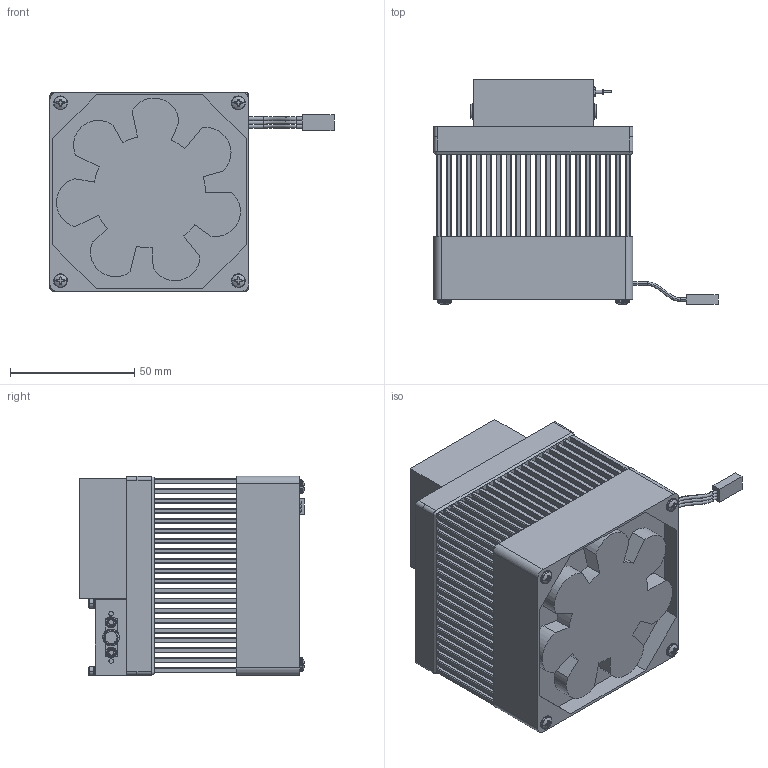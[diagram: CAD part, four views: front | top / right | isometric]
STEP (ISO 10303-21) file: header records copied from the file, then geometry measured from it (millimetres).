
FILE_DESCRIPTION (( 'STEP AP203' ), '1' );
FILE_NAME ('SBP-2034433530-2F2F-S1-HR.STEP', '2021-10-18T20:06:23', ( '' ), ( '' ), 'SwSTEP 2.0', 'SolidWorks 2021', '' );
FILE_SCHEMA (( 'CONFIG_CONTROL_DESIGN' ));
Products named in the file (1): SBP-2034433530-2F2F-S1-HR
Bounding box: 114.26 x 90.47 x 80.15 mm (x, y, z)
Volume: 324685.3 mm3; surface area: 148963.7 mm2
Topology: 6 solids, 7 shells, 4607 faces, 12099 edges, 7974 vertices
Faces by surface type: plane 2460, cylinder 1881, cone 226, torus 20, bspline 12, sphere 8
Entity records: 145326 total; most frequent: CARTESIAN_POINT 28411, DIRECTION 24935, ORIENTED_EDGE 24198, EDGE_CURVE 12099, AXIS2_PLACEMENT_3D 8706, VERTEX_POINT 7974, LINE 7523, VECTOR 7523
